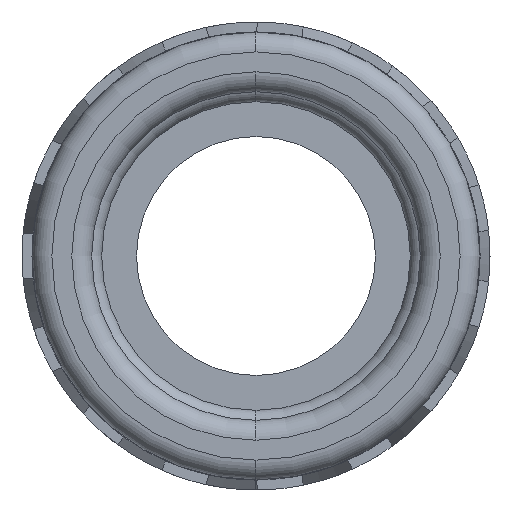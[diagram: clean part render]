
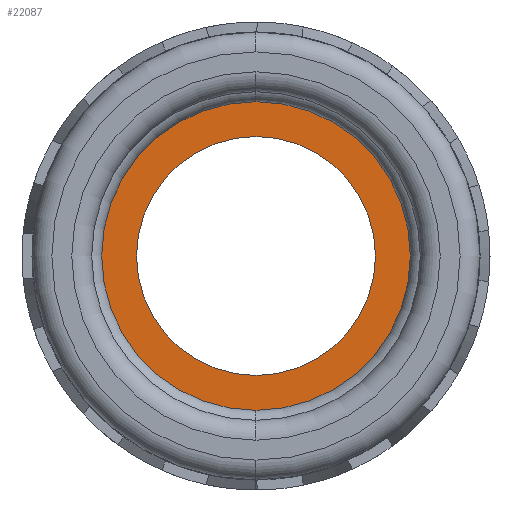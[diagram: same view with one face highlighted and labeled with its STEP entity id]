
A CAD part, left-side view. The second image highlights one B-rep face of the part: STEP entity #22087.
In plain terms, the highlighted planar face has unit normal (-1, 0, 0).
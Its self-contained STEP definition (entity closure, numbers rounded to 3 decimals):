
#40 = EDGE_LOOP ( 'NONE', ( #21204, #3322 ) ) ;
#1299 = CARTESIAN_POINT ( 'NONE',  ( -78.5, 0., 0. ) ) ;
#1374 = CARTESIAN_POINT ( 'NONE',  ( -78.5, 0., 8.25 ) ) ;
#1564 = PLANE ( 'NONE',  #10167 ) ;
#1646 = CIRCLE ( 'NONE', #5000, 8.25 ) ;
#1655 = DIRECTION ( 'NONE',  ( 0., 0., 1. ) ) ;
#1861 = CIRCLE ( 'NONE', #10820, 8.25 ) ;
#3209 = DIRECTION ( 'NONE',  ( 0., 0., 1. ) ) ;
#3322 = ORIENTED_EDGE ( 'NONE', *, *, #24130, .F. ) ;
#3348 = CIRCLE ( 'NONE', #15408, 6. ) ;
#3831 = DIRECTION ( 'NONE',  ( -1., 0., 0. ) ) ;
#4137 = VERTEX_POINT ( 'NONE', #11483 ) ;
#4495 = ORIENTED_EDGE ( 'NONE', *, *, #6762, .T. ) ;
#5000 = AXIS2_PLACEMENT_3D ( 'NONE', #24103, #12909, #1655 ) ;
#5349 = CARTESIAN_POINT ( 'NONE',  ( -78.5, 0., 0. ) ) ;
#5374 = DIRECTION ( 'NONE',  ( -1., 0., 0. ) ) ;
#6762 = EDGE_CURVE ( 'NONE', #8326, #19073, #1646, .T. ) ;
#7209 = DIRECTION ( 'NONE',  ( 0., 0., 1. ) ) ;
#8326 = VERTEX_POINT ( 'NONE', #13711 ) ;
#8383 = FACE_OUTER_BOUND ( 'NONE', #23146, .T. ) ;
#10167 = AXIS2_PLACEMENT_3D ( 'NONE', #12814, #5374, #18480 ) ;
#10820 = AXIS2_PLACEMENT_3D ( 'NONE', #1299, #14445, #3209 ) ;
#11483 = CARTESIAN_POINT ( 'NONE',  ( -78.5, 0., 6. ) ) ;
#12814 = CARTESIAN_POINT ( 'NONE',  ( -78.5, 0., 0. ) ) ;
#12909 = DIRECTION ( 'NONE',  ( -1., 0., 0. ) ) ;
#13711 = CARTESIAN_POINT ( 'NONE',  ( -78.5, 0., -8.25 ) ) ;
#13924 = EDGE_CURVE ( 'NONE', #4137, #16574, #15305, .T. ) ;
#14445 = DIRECTION ( 'NONE',  ( -1., 0., 0. ) ) ;
#15050 = CARTESIAN_POINT ( 'NONE',  ( -78.5, 0., 0. ) ) ;
#15305 = CIRCLE ( 'NONE', #23725, 6. ) ;
#15408 = AXIS2_PLACEMENT_3D ( 'NONE', #15050, #3831, #16927 ) ;
#16574 = VERTEX_POINT ( 'NONE', #19954 ) ;
#16927 = DIRECTION ( 'NONE',  ( 0., 0., 1. ) ) ;
#18352 = FACE_BOUND ( 'NONE', #40, .T. ) ;
#18460 = DIRECTION ( 'NONE',  ( -1., 0., 0. ) ) ;
#18480 = DIRECTION ( 'NONE',  ( 0., 0., 1. ) ) ;
#19073 = VERTEX_POINT ( 'NONE', #1374 ) ;
#19954 = CARTESIAN_POINT ( 'NONE',  ( -78.5, 0., -6. ) ) ;
#20115 = ORIENTED_EDGE ( 'NONE', *, *, #23736, .T. ) ;
#21204 = ORIENTED_EDGE ( 'NONE', *, *, #13924, .F. ) ;
#22087 = ADVANCED_FACE ( 'NONE', ( #18352, #8383 ), #1564, .T. ) ;
#23146 = EDGE_LOOP ( 'NONE', ( #20115, #4495 ) ) ;
#23725 = AXIS2_PLACEMENT_3D ( 'NONE', #5349, #18460, #7209 ) ;
#23736 = EDGE_CURVE ( 'NONE', #19073, #8326, #1861, .T. ) ;
#24103 = CARTESIAN_POINT ( 'NONE',  ( -78.5, 0., 0. ) ) ;
#24130 = EDGE_CURVE ( 'NONE', #16574, #4137, #3348, .T. ) ;
